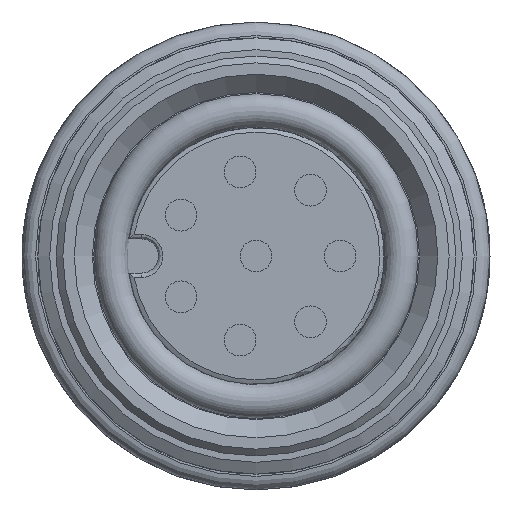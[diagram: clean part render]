
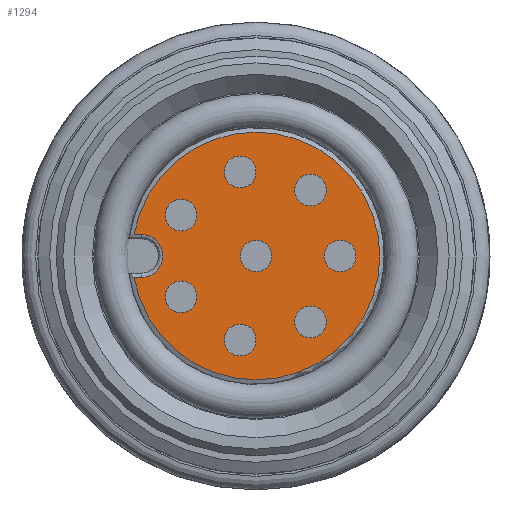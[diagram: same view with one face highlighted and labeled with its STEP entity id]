
A CAD part, front view. The second image highlights one B-rep face of the part: STEP entity #1294.
In plain terms, the highlighted planar face has unit normal (0, -1, 0).
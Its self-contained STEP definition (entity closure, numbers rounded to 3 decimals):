
#627=LINE('',#9557,#841);
#628=LINE('',#9562,#842);
#841=VECTOR('',#6797,1.);
#842=VECTOR('',#6800,1.);
#1294=ADVANCED_FACE('',(#1689,#1690,#1691,#1692,#1693,#1694,#1695,#1696,
#1697),#1564,.F.);
#1564=PLANE('',#5767);
#1689=FACE_BOUND('',#1996,.T.);
#1690=FACE_BOUND('',#1997,.T.);
#1691=FACE_BOUND('',#1998,.T.);
#1692=FACE_BOUND('',#1999,.T.);
#1693=FACE_BOUND('',#2000,.T.);
#1694=FACE_BOUND('',#2001,.T.);
#1695=FACE_BOUND('',#2002,.T.);
#1696=FACE_BOUND('',#2003,.T.);
#1697=FACE_BOUND('',#2004,.T.);
#1996=EDGE_LOOP('',(#2840,#2841,#2842,#2843));
#1997=EDGE_LOOP('',(#2844));
#1998=EDGE_LOOP('',(#2845));
#1999=EDGE_LOOP('',(#2846));
#2000=EDGE_LOOP('',(#2847));
#2001=EDGE_LOOP('',(#2848));
#2002=EDGE_LOOP('',(#2849));
#2003=EDGE_LOOP('',(#2850));
#2004=EDGE_LOOP('',(#2851));
#2840=ORIENTED_EDGE('',*,*,#4609,.T.);
#2841=ORIENTED_EDGE('',*,*,#4610,.T.);
#2842=ORIENTED_EDGE('',*,*,#4611,.T.);
#2843=ORIENTED_EDGE('',*,*,#4612,.T.);
#2844=ORIENTED_EDGE('',*,*,#4608,.F.);
#2845=ORIENTED_EDGE('',*,*,#4607,.T.);
#2846=ORIENTED_EDGE('',*,*,#4606,.F.);
#2847=ORIENTED_EDGE('',*,*,#4605,.T.);
#2848=ORIENTED_EDGE('',*,*,#4604,.F.);
#2849=ORIENTED_EDGE('',*,*,#4603,.T.);
#2850=ORIENTED_EDGE('',*,*,#4602,.F.);
#2851=ORIENTED_EDGE('',*,*,#4601,.F.);
#4003=VERTEX_POINT('',#9534);
#4004=VERTEX_POINT('',#9537);
#4005=VERTEX_POINT('',#9540);
#4006=VERTEX_POINT('',#9543);
#4007=VERTEX_POINT('',#9546);
#4008=VERTEX_POINT('',#9549);
#4009=VERTEX_POINT('',#9552);
#4010=VERTEX_POINT('',#9555);
#4011=VERTEX_POINT('',#9558);
#4012=VERTEX_POINT('',#9559);
#4013=VERTEX_POINT('',#9561);
#4014=VERTEX_POINT('',#9563);
#4601=EDGE_CURVE('',#4003,#4003,#5240,.T.);
#4602=EDGE_CURVE('',#4004,#4004,#5241,.T.);
#4603=EDGE_CURVE('',#4005,#4005,#5242,.T.);
#4604=EDGE_CURVE('',#4006,#4006,#5243,.T.);
#4605=EDGE_CURVE('',#4007,#4007,#5244,.T.);
#4606=EDGE_CURVE('',#4008,#4008,#5245,.T.);
#4607=EDGE_CURVE('',#4009,#4009,#5246,.T.);
#4608=EDGE_CURVE('',#4010,#4010,#5247,.T.);
#4609=EDGE_CURVE('',#4011,#4012,#627,.T.);
#4610=EDGE_CURVE('',#4012,#4013,#5248,.T.);
#4611=EDGE_CURVE('',#4013,#4014,#628,.T.);
#4612=EDGE_CURVE('',#4014,#4011,#5249,.T.);
#5240=CIRCLE('',#5749,0.35);
#5241=CIRCLE('',#5751,0.35);
#5242=CIRCLE('',#5753,0.35);
#5243=CIRCLE('',#5755,0.35);
#5244=CIRCLE('',#5757,0.35);
#5245=CIRCLE('',#5759,0.35);
#5246=CIRCLE('',#5761,0.35);
#5247=CIRCLE('',#5763,0.35);
#5248=CIRCLE('',#5765,2.725);
#5249=CIRCLE('',#5766,0.475);
#5749=AXIS2_PLACEMENT_3D('',#9533,#6765,#6766);
#5751=AXIS2_PLACEMENT_3D('',#9536,#6769,#6770);
#5753=AXIS2_PLACEMENT_3D('',#9539,#6773,#6774);
#5755=AXIS2_PLACEMENT_3D('',#9542,#6777,#6778);
#5757=AXIS2_PLACEMENT_3D('',#9545,#6781,#6782);
#5759=AXIS2_PLACEMENT_3D('',#9548,#6785,#6786);
#5761=AXIS2_PLACEMENT_3D('',#9551,#6789,#6790);
#5763=AXIS2_PLACEMENT_3D('',#9554,#6793,#6794);
#5765=AXIS2_PLACEMENT_3D('',#9560,#6798,#6799);
#5766=AXIS2_PLACEMENT_3D('',#9564,#6801,#6802);
#5767=AXIS2_PLACEMENT_3D('',#9565,#6803,#6804);
#6765=DIRECTION('',(0.,-1.,0.));
#6766=DIRECTION('',(1.,0.,0.));
#6769=DIRECTION('',(0.,-1.,0.));
#6770=DIRECTION('',(1.,0.,0.));
#6773=DIRECTION('',(0.,1.,0.));
#6774=DIRECTION('',(1.,0.,0.));
#6777=DIRECTION('',(0.,-1.,0.));
#6778=DIRECTION('',(1.,0.,0.));
#6781=DIRECTION('',(0.,1.,0.));
#6782=DIRECTION('',(1.,0.,0.));
#6785=DIRECTION('',(0.,-1.,0.));
#6786=DIRECTION('',(1.,0.,0.));
#6789=DIRECTION('',(0.,1.,0.));
#6790=DIRECTION('',(1.,0.,0.));
#6793=DIRECTION('',(0.,-1.,0.));
#6794=DIRECTION('',(1.,0.,0.));
#6797=DIRECTION('',(-1.,0.,0.));
#6798=DIRECTION('',(0.,-1.,0.));
#6799=DIRECTION('',(-1.,0.,0.));
#6800=DIRECTION('',(1.,0.,0.));
#6801=DIRECTION('',(0.,1.,0.));
#6802=DIRECTION('',(-1.,0.,0.));
#6803=DIRECTION('',(0.,1.,0.));
#6804=DIRECTION('',(1.,0.,0.));
#9533=CARTESIAN_POINT('',(147.813,47.829,15.228));
#9534=CARTESIAN_POINT('',(148.163,47.829,15.228));
#9536=CARTESIAN_POINT('',(146.263,47.829,14.828));
#9537=CARTESIAN_POINT('',(146.613,47.829,14.828));
#9539=CARTESIAN_POINT('',(144.963,47.829,17.578));
#9540=CARTESIAN_POINT('',(145.313,47.829,17.578));
#9542=CARTESIAN_POINT('',(144.963,47.829,15.778));
#9543=CARTESIAN_POINT('',(145.313,47.829,15.778));
#9545=CARTESIAN_POINT('',(146.263,47.829,18.528));
#9546=CARTESIAN_POINT('',(146.613,47.829,18.528));
#9548=CARTESIAN_POINT('',(146.613,47.829,16.678));
#9549=CARTESIAN_POINT('',(146.963,47.829,16.678));
#9551=CARTESIAN_POINT('',(147.813,47.829,18.128));
#9552=CARTESIAN_POINT('',(148.163,47.829,18.128));
#9554=CARTESIAN_POINT('',(148.463,47.829,16.678));
#9555=CARTESIAN_POINT('',(148.813,47.829,16.678));
#9557=CARTESIAN_POINT('',(143.813,47.829,16.203));
#9558=CARTESIAN_POINT('',(144.088,47.829,16.203));
#9559=CARTESIAN_POINT('',(143.93,47.829,16.203));
#9560=CARTESIAN_POINT('',(146.613,47.829,16.678));
#9561=CARTESIAN_POINT('',(143.93,47.829,17.153));
#9562=CARTESIAN_POINT('',(144.088,47.829,17.153));
#9563=CARTESIAN_POINT('',(144.088,47.829,17.153));
#9564=CARTESIAN_POINT('',(144.088,47.829,16.678));
#9565=CARTESIAN_POINT('',(146.613,47.829,16.678));
